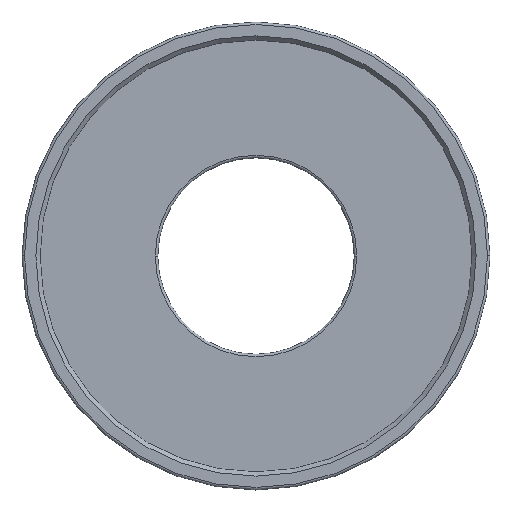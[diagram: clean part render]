
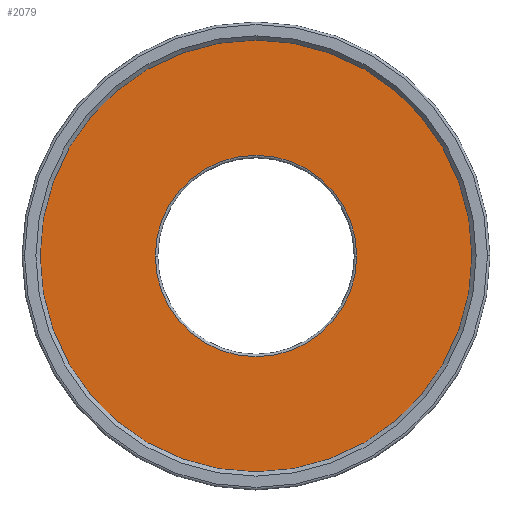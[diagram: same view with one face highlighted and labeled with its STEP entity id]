
A CAD part, top view. The second image highlights one B-rep face of the part: STEP entity #2079.
In plain terms, the highlighted planar face has unit normal (0, 0, 1).
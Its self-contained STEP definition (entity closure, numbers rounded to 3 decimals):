
#283 = AXIS2_PLACEMENT_3D ( 'NONE', #9879, #2730, #9996 ) ;
#333 = ORIENTED_EDGE ( 'NONE', *, *, #6214, .T. ) ;
#397 = CARTESIAN_POINT ( 'NONE',  ( 0., 0., 3.8 ) ) ;
#446 = EDGE_CURVE ( 'NONE', #4089, #898, #2708, .T. ) ;
#665 = CARTESIAN_POINT ( 'NONE',  ( -26.1, 0., 3.8 ) ) ;
#834 = AXIS2_PLACEMENT_3D ( 'NONE', #3081, #2208, #3136 ) ;
#898 = VERTEX_POINT ( 'NONE', #665 ) ;
#1149 = EDGE_CURVE ( 'NONE', #2929, #8344, #5475, .T. ) ;
#2079 = ADVANCED_FACE ( 'NONE', ( #3914, #9137 ), #10770, .T. ) ;
#2123 = DIRECTION ( 'NONE',  ( 0., 0., -1. ) ) ;
#2208 = DIRECTION ( 'NONE',  ( 0., 0., -1. ) ) ;
#2392 = CARTESIAN_POINT ( 'NONE',  ( 12.05, 0., 3.8 ) ) ;
#2708 = CIRCLE ( 'NONE', #4009, 26.1 ) ;
#2730 = DIRECTION ( 'NONE',  ( 0., 0., -1. ) ) ;
#2871 = DIRECTION ( 'NONE',  ( 1., 0., 0. ) ) ;
#2929 = VERTEX_POINT ( 'NONE', #5716 ) ;
#3081 = CARTESIAN_POINT ( 'NONE',  ( 0., 0., 3.8 ) ) ;
#3136 = DIRECTION ( 'NONE',  ( 1., 0., 0. ) ) ;
#3160 = CARTESIAN_POINT ( 'NONE',  ( 0., 0., 3.8 ) ) ;
#3524 = EDGE_LOOP ( 'NONE', ( #9321, #3635 ) ) ;
#3635 = ORIENTED_EDGE ( 'NONE', *, *, #446, .F. ) ;
#3914 = FACE_BOUND ( 'NONE', #6966, .T. ) ;
#4008 = CIRCLE ( 'NONE', #6428, 26.1 ) ;
#4009 = AXIS2_PLACEMENT_3D ( 'NONE', #397, #2123, #5724 ) ;
#4089 = VERTEX_POINT ( 'NONE', #4307 ) ;
#4307 = CARTESIAN_POINT ( 'NONE',  ( 26.1, 0., 3.8 ) ) ;
#5475 = CIRCLE ( 'NONE', #283, 12.05 ) ;
#5716 = CARTESIAN_POINT ( 'NONE',  ( -12.05, 0., 3.8 ) ) ;
#5724 = DIRECTION ( 'NONE',  ( -1., 0., 0. ) ) ;
#5820 = CIRCLE ( 'NONE', #834, 12.05 ) ;
#6214 = EDGE_CURVE ( 'NONE', #8344, #2929, #5820, .T. ) ;
#6428 = AXIS2_PLACEMENT_3D ( 'NONE', #3160, #6714, #8275 ) ;
#6714 = DIRECTION ( 'NONE',  ( 0., 0., -1. ) ) ;
#6966 = EDGE_LOOP ( 'NONE', ( #333, #7459 ) ) ;
#7459 = ORIENTED_EDGE ( 'NONE', *, *, #1149, .T. ) ;
#8275 = DIRECTION ( 'NONE',  ( -1., 0., 0. ) ) ;
#8344 = VERTEX_POINT ( 'NONE', #2392 ) ;
#8967 = CARTESIAN_POINT ( 'NONE',  ( -26.1, 0., 3.8 ) ) ;
#9137 = FACE_OUTER_BOUND ( 'NONE', #3524, .T. ) ;
#9321 = ORIENTED_EDGE ( 'NONE', *, *, #11011, .F. ) ;
#9879 = CARTESIAN_POINT ( 'NONE',  ( 0., 0., 3.8 ) ) ;
#9940 = AXIS2_PLACEMENT_3D ( 'NONE', #8967, #10879, #2871 ) ;
#9996 = DIRECTION ( 'NONE',  ( 1., 0., 0. ) ) ;
#10770 = PLANE ( 'NONE',  #9940 ) ;
#10879 = DIRECTION ( 'NONE',  ( 0., 0., 1. ) ) ;
#11011 = EDGE_CURVE ( 'NONE', #898, #4089, #4008, .T. ) ;
